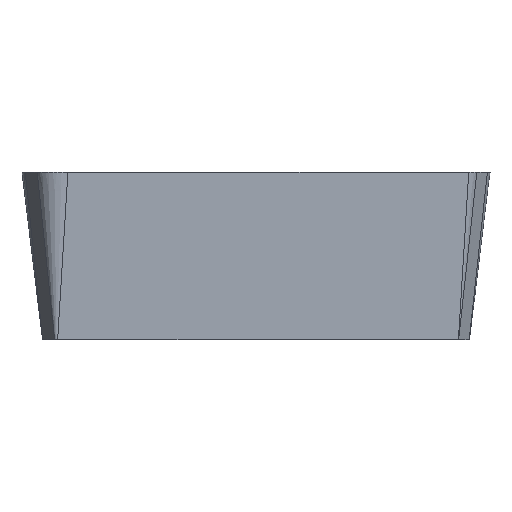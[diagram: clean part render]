
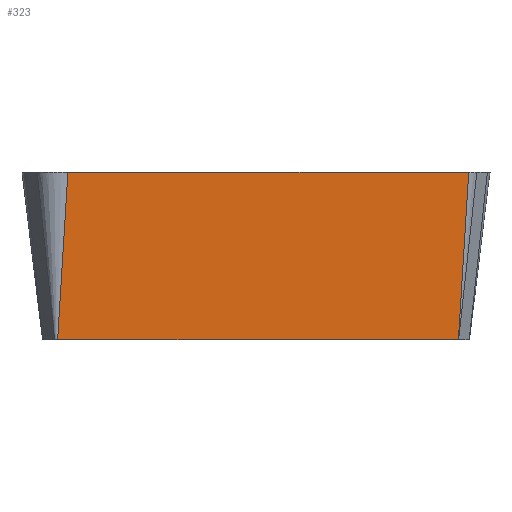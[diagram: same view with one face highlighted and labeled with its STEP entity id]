
A CAD part, front view. The second image highlights one B-rep face of the part: STEP entity #323.
In plain terms, the highlighted planar face has unit normal (0.496, -0.86, -0.122).
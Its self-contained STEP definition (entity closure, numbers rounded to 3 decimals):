
#278=FACE_OUTER_BOUND('',#461,.T.);
#323=ADVANCED_FACE('',(#278),#368,.T.);
#368=PLANE('',#1055);
#393=LINE('',#1341,#426);
#394=LINE('',#1343,#427);
#400=LINE('',#1428,#433);
#401=LINE('',#1430,#434);
#408=LINE('',#1449,#441);
#409=LINE('',#1450,#442);
#426=VECTOR('',#1088,1.);
#427=VECTOR('',#1089,1.);
#433=VECTOR('',#1109,1.);
#434=VECTOR('',#1110,1.);
#441=VECTOR('',#1129,1.);
#442=VECTOR('',#1130,1.);
#461=EDGE_LOOP('',(#556,#557,#558,#559,#560,#561));
#556=ORIENTED_EDGE('',*,*,#814,.F.);
#557=ORIENTED_EDGE('',*,*,#813,.F.);
#558=ORIENTED_EDGE('',*,*,#843,.F.);
#559=ORIENTED_EDGE('',*,*,#833,.T.);
#560=ORIENTED_EDGE('',*,*,#832,.T.);
#561=ORIENTED_EDGE('',*,*,#844,.T.);
#744=VERTEX_POINT('',#1340);
#745=VERTEX_POINT('',#1342);
#746=VERTEX_POINT('',#1344);
#763=VERTEX_POINT('',#1427);
#764=VERTEX_POINT('',#1429);
#765=VERTEX_POINT('',#1431);
#813=EDGE_CURVE('',#744,#745,#393,.T.);
#814=EDGE_CURVE('',#745,#746,#394,.T.);
#832=EDGE_CURVE('',#764,#763,#400,.T.);
#833=EDGE_CURVE('',#765,#764,#401,.T.);
#843=EDGE_CURVE('',#765,#744,#408,.T.);
#844=EDGE_CURVE('',#763,#746,#409,.T.);
#1055=AXIS2_PLACEMENT_3D('',#1451,#1131,#1132);
#1088=DIRECTION('',(-0.866,-0.5,0.));
#1089=DIRECTION('',(-0.866,-0.5,0.));
#1109=DIRECTION('',(-0.866,-0.5,0.));
#1110=DIRECTION('',(-0.866,-0.5,0.));
#1129=DIRECTION('',(-0.061,0.106,-0.993));
#1130=DIRECTION('',(-0.061,0.106,-0.993));
#1131=DIRECTION('',(0.496,-0.86,-0.122));
#1132=DIRECTION('',(0.061,-0.106,0.993));
#1340=CARTESIAN_POINT('',(3.187,-0.171,-2.08));
#1341=CARTESIAN_POINT('',(3.187,-0.171,-2.08));
#1342=CARTESIAN_POINT('',(1.017,-1.424,-2.08));
#1343=CARTESIAN_POINT('',(0.871,-1.509,-2.08));
#1344=CARTESIAN_POINT('',(-1.563,-2.914,-2.08));
#1427=CARTESIAN_POINT('',(-1.441,-3.124,-0.1));
#1428=CARTESIAN_POINT('',(0.993,-1.719,-0.1));
#1429=CARTESIAN_POINT('',(1.036,-1.694,-0.1));
#1430=CARTESIAN_POINT('',(3.309,-0.382,-0.1));
#1431=CARTESIAN_POINT('',(3.309,-0.382,-0.1));
#1449=CARTESIAN_POINT('',(3.309,-0.382,-0.1));
#1450=CARTESIAN_POINT('',(-1.441,-3.124,-0.1));
#1451=CARTESIAN_POINT('',(0.984,-1.704,-0.242));
